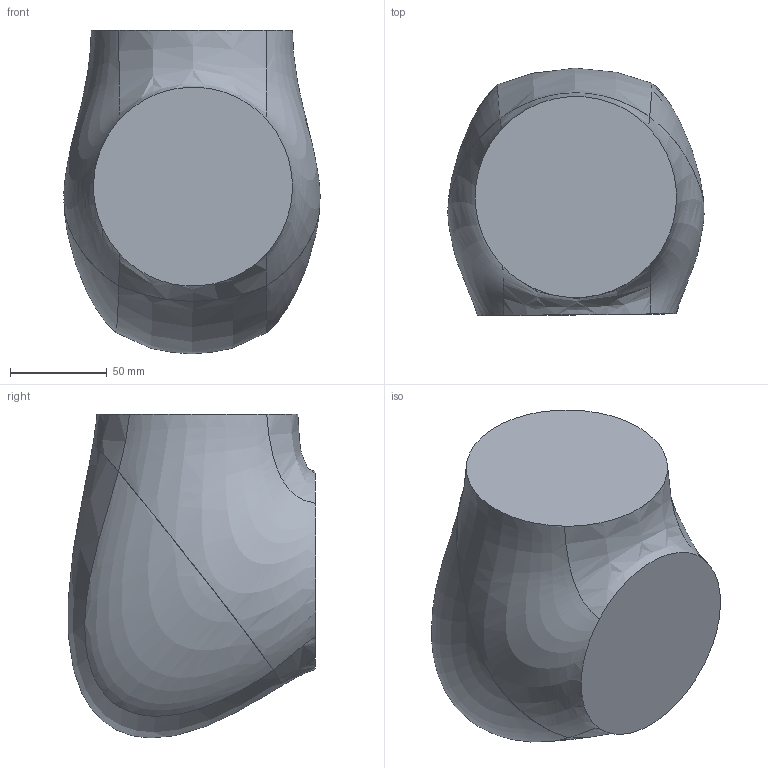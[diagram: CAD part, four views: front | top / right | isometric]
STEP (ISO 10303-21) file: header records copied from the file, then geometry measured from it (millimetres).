
FILE_DESCRIPTION(/* description */ (''),/* implementation_level */ '2;1');
FILE_NAME(/* name */ 'axe_6',/* time_stamp */ '2023-07-27T21:46:17+02:00',/* author */ (''),/* organization */ (''),/* preprocessor_version */ 'ST-DEVELOPER v16.5',/* originating_system */ 'Rhino 7.22',/* authorisation */ '');
FILE_SCHEMA (('CONFIG_CONTROL_DESIGN'));
Length unit declared in the file: millimetre
Products named in the file (1): axe_6
Bounding box: 132.32 x 127.96 x 167.36 mm (x, y, z)
Surface area: 81475.2 mm2 (no closed solid volume)
Topology: 0 solids, 3 shells, 37 faces, 106 edges, 70 vertices
Faces by surface type: bspline 30, plane 7
Entity records: 17897 total; most frequent: CARTESIAN_POINT 17189, ORIENTED_EDGE 196, EDGE_CURVE 106, B_SPLINE_CURVE_WITH_KNOTS 87, VERTEX_POINT 68, ADVANCED_FACE 37, FACE_OUTER_BOUND 37, EDGE_LOOP 37
